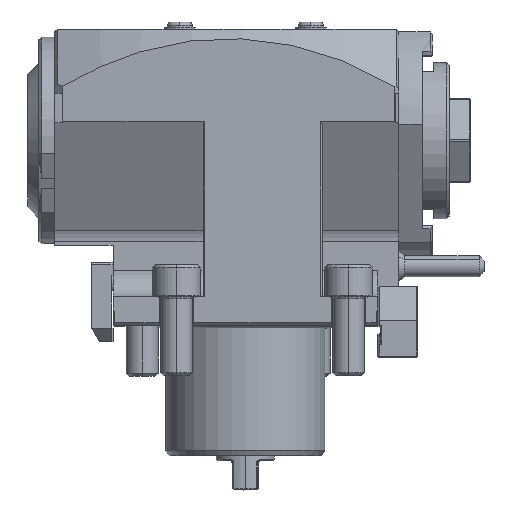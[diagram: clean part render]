
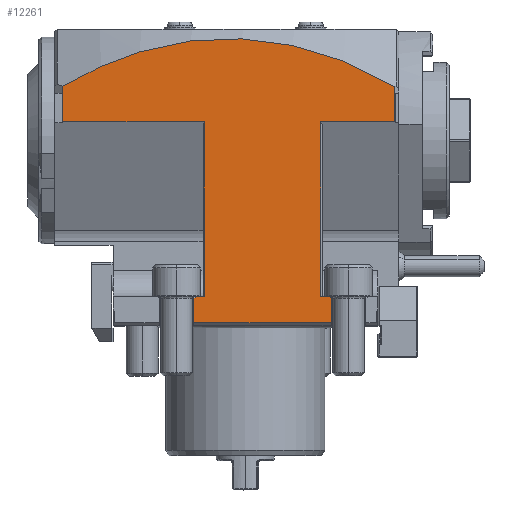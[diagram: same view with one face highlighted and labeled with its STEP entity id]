
A CAD part, top view. The second image highlights one B-rep face of the part: STEP entity #12261.
In plain terms, the highlighted planar face has unit normal (0, 0, 1).
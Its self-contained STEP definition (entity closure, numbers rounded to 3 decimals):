
#880=DIRECTION('',(1.,0.,0.));
#881=VECTOR('',#880,3.5);
#882=CARTESIAN_POINT('',(-19.,8.3,45.5));
#883=LINE('',#882,#881);
#964=DIRECTION('',(1.,0.,0.));
#965=VECTOR('',#964,53.5);
#966=CARTESIAN_POINT('',(-69.,74.356,45.5));
#967=LINE('',#966,#965);
#2138=DIRECTION('',(1.,0.,0.));
#2139=VECTOR('',#2138,3.5);
#2140=CARTESIAN_POINT('',(28.5,8.3,45.5));
#2141=LINE('',#2140,#2139);
#2180=DIRECTION('',(-1.,0.,0.));
#2181=VECTOR('',#2180,0.5);
#2182=CARTESIAN_POINT('',(32.5,7.8,45.5));
#2183=LINE('',#2182,#2181);
#2184=DIRECTION('',(0.,-1.,0.));
#2185=VECTOR('',#2184,66.056);
#2186=CARTESIAN_POINT('',(28.5,74.356,45.5));
#2187=LINE('',#2186,#2185);
#2188=DIRECTION('',(0.,1.,0.));
#2189=VECTOR('',#2188,0.5);
#2190=CARTESIAN_POINT('',(32.,7.8,45.5));
#2191=LINE('',#2190,#2189);
#2192=DIRECTION('',(0.,1.,0.));
#2193=VECTOR('',#2192,9.5);
#2194=CARTESIAN_POINT('',(32.5,-1.7,45.5));
#2195=LINE('',#2194,#2193);
#2196=DIRECTION('',(-1.,0.,0.));
#2197=VECTOR('',#2196,52.);
#2198=CARTESIAN_POINT('',(32.5,-1.7,45.5));
#2199=LINE('',#2198,#2197);
#2200=DIRECTION('',(0.,1.,0.));
#2201=VECTOR('',#2200,9.5);
#2202=CARTESIAN_POINT('',(-19.5,-1.7,45.5));
#2203=LINE('',#2202,#2201);
#2204=DIRECTION('',(0.,1.,0.));
#2205=VECTOR('',#2204,0.5);
#2206=CARTESIAN_POINT('',(-19.,7.8,45.5));
#2207=LINE('',#2206,#2205);
#2208=DIRECTION('',(0.,1.,0.));
#2209=VECTOR('',#2208,66.056);
#2210=CARTESIAN_POINT('',(-15.5,8.3,45.5));
#2211=LINE('',#2210,#2209);
#2212=DIRECTION('',(0.,1.,0.));
#2213=VECTOR('',#2212,13.326);
#2214=CARTESIAN_POINT('',(-69.,74.356,45.5));
#2215=LINE('',#2214,#2213);
#2216=CARTESIAN_POINT('',(56.5,87.591,45.5));
#2217=CARTESIAN_POINT('',(46.046,93.903,45.5));
#2218=CARTESIAN_POINT('',(25.135,102.865,45.5));
#2219=CARTESIAN_POINT('',(-6.238,107.202,45.5));
#2220=CARTESIAN_POINT('',(-37.615,102.913,45.5));
#2221=CARTESIAN_POINT('',(-58.538,93.981,45.5));
#2222=CARTESIAN_POINT('',(-69.,87.682,45.5));
#2224=DIRECTION('',(0.,-1.,0.));
#2225=VECTOR('',#2224,13.235);
#2226=CARTESIAN_POINT('',(56.5,87.591,45.5));
#2227=LINE('',#2226,#2225);
#2313=DIRECTION('',(-1.,0.,0.));
#2314=VECTOR('',#2313,0.5);
#2315=CARTESIAN_POINT('',(-19.,7.8,45.5));
#2316=LINE('',#2315,#2314);
#2364=CARTESIAN_POINT('',(-69.,87.682,45.5));
#2402=DIRECTION('',(1.,0.,0.));
#2403=VECTOR('',#2402,28.);
#2404=CARTESIAN_POINT('',(28.5,74.356,45.5));
#2405=LINE('',#2404,#2403);
#7675=CARTESIAN_POINT('',(32.5,-1.7,45.5));
#7676=CARTESIAN_POINT('',(-19.5,-1.7,45.5));
#7677=VERTEX_POINT('',#7675);
#7678=VERTEX_POINT('',#7676);
#7700=VERTEX_POINT('',#2364);
#7701=CARTESIAN_POINT('',(-69.,74.356,45.5));
#7702=VERTEX_POINT('',#7701);
#7705=CARTESIAN_POINT('',(56.5,87.591,45.5));
#7706=CARTESIAN_POINT('',(56.5,74.356,45.5));
#7707=VERTEX_POINT('',#7705);
#7708=VERTEX_POINT('',#7706);
#7917=CARTESIAN_POINT('',(32.5,7.8,45.5));
#7919=VERTEX_POINT('',#7917);
#7920=CARTESIAN_POINT('',(-19.5,7.8,45.5));
#7922=VERTEX_POINT('',#7920);
#7972=CARTESIAN_POINT('',(28.5,74.356,45.5));
#7973=VERTEX_POINT('',#7972);
#7974=CARTESIAN_POINT('',(-15.5,74.356,45.5));
#7975=VERTEX_POINT('',#7974);
#9171=CARTESIAN_POINT('',(-19.,7.8,45.5));
#9173=VERTEX_POINT('',#9171);
#9175=CARTESIAN_POINT('',(32.,7.8,45.5));
#9177=VERTEX_POINT('',#9175);
#9200=CARTESIAN_POINT('',(28.5,8.3,45.5));
#9202=VERTEX_POINT('',#9200);
#9204=CARTESIAN_POINT('',(-15.5,8.3,45.5));
#9206=VERTEX_POINT('',#9204);
#9413=CARTESIAN_POINT('',(32.,8.3,45.5));
#9414=VERTEX_POINT('',#9413);
#9415=CARTESIAN_POINT('',(-19.,8.3,45.5));
#9416=VERTEX_POINT('',#9415);
#12231=CARTESIAN_POINT('',(-72.,109.3,45.5));
#12232=DIRECTION('',(0.,0.,1.));
#12233=DIRECTION('',(0.,-1.,0.));
#12234=AXIS2_PLACEMENT_3D('',#12231,#12232,#12233);
#12235=PLANE('',#12234);
#12236=ORIENTED_EDGE('',*,*,#12161,.T.);
#12237=ORIENTED_EDGE('',*,*,#12178,.T.);
#12238=ORIENTED_EDGE('',*,*,#12225,.F.);
#12239=ORIENTED_EDGE('',*,*,#12214,.F.);
#12241=ORIENTED_EDGE('',*,*,#12240,.F.);
#12242=ORIENTED_EDGE('',*,*,#10564,.T.);
#12244=ORIENTED_EDGE('',*,*,#12243,.T.);
#12246=ORIENTED_EDGE('',*,*,#12245,.F.);
#12248=ORIENTED_EDGE('',*,*,#12247,.T.);
#12249=ORIENTED_EDGE('',*,*,#10699,.T.);
#12250=ORIENTED_EDGE('',*,*,#10754,.T.);
#12251=ORIENTED_EDGE('',*,*,#10768,.F.);
#12252=ORIENTED_EDGE('',*,*,#10808,.T.);
#12254=ORIENTED_EDGE('',*,*,#12253,.F.);
#12256=ORIENTED_EDGE('',*,*,#12255,.T.);
#12258=ORIENTED_EDGE('',*,*,#12257,.F.);
#12259=EDGE_LOOP('',(#12236,#12237,#12238,#12239,#12241,#12242,#12244,#12246,
#12248,#12249,#12250,#12251,#12252,#12254,#12256,#12258));
#12260=FACE_OUTER_BOUND('',#12259,.F.);
#2223=B_SPLINE_CURVE_WITH_KNOTS('',3,(#2216,#2217,#2218,#2219,#2220,#2221,
#2222),.UNSPECIFIED.,.F.,.F.,(4,1,1,1,4),(0.,0.25,0.5,0.75,1.),
.UNSPECIFIED.);
#10564=EDGE_CURVE('',#7677,#7678,#2199,.T.);
#10699=EDGE_CURVE('',#9416,#9206,#883,.T.);
#10754=EDGE_CURVE('',#9206,#7975,#2211,.T.);
#10768=EDGE_CURVE('',#7702,#7975,#967,.T.);
#10808=EDGE_CURVE('',#7702,#7700,#2215,.T.);
#12161=EDGE_CURVE('',#7973,#9202,#2187,.T.);
#12178=EDGE_CURVE('',#9202,#9414,#2141,.T.);
#12214=EDGE_CURVE('',#7919,#9177,#2183,.T.);
#12225=EDGE_CURVE('',#9177,#9414,#2191,.T.);
#12240=EDGE_CURVE('',#7677,#7919,#2195,.T.);
#12243=EDGE_CURVE('',#7678,#7922,#2203,.T.);
#12245=EDGE_CURVE('',#9173,#7922,#2316,.T.);
#12247=EDGE_CURVE('',#9173,#9416,#2207,.T.);
#12253=EDGE_CURVE('',#7707,#7700,#2223,.T.);
#12255=EDGE_CURVE('',#7707,#7708,#2227,.T.);
#12257=EDGE_CURVE('',#7973,#7708,#2405,.T.);
#12261=ADVANCED_FACE('',(#12260),#12235,.T.);
